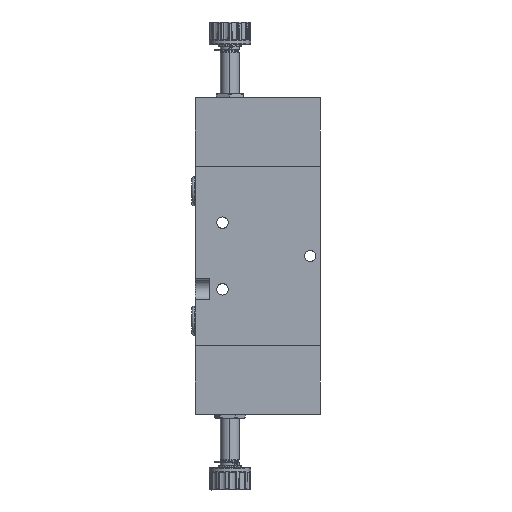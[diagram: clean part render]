
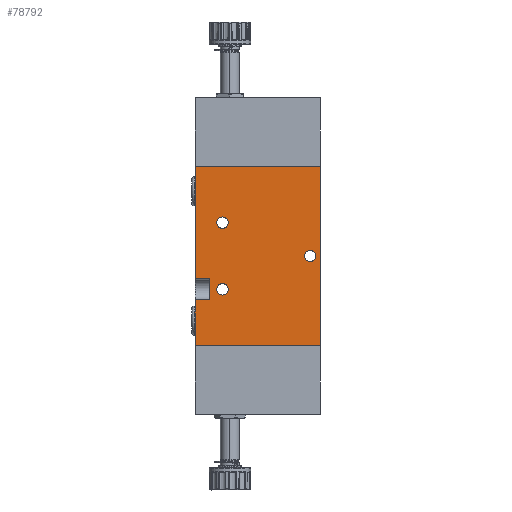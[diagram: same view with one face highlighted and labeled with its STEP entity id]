
A CAD part, left-side view. The second image highlights one B-rep face of the part: STEP entity #78792.
In plain terms, the highlighted planar face has unit normal (-1, 0, 0).
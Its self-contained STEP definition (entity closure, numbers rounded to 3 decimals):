
#258 = CARTESIAN_POINT ( 'NONE',  ( -20., -30., 32. ) ) ;
#581 = AXIS2_PLACEMENT_3D ( 'NONE', #81198, #61277, #20714 ) ;
#1199 = EDGE_LOOP ( 'NONE', ( #51909, #81862 ) ) ;
#1462 = DIRECTION ( 'NONE',  ( 0., 1., 0. ) ) ;
#1467 = VERTEX_POINT ( 'NONE', #3735 ) ;
#3721 = CARTESIAN_POINT ( 'NONE',  ( -20., 16.8, 27. ) ) ;
#3735 = CARTESIAN_POINT ( 'NONE',  ( -20., -25.2, 45.75 ) ) ;
#5460 = DIRECTION ( 'NONE',  ( 0., 0., -1. ) ) ;
#5742 = VERTEX_POINT ( 'NONE', #79435 ) ;
#6591 = VERTEX_POINT ( 'NONE', #40617 ) ;
#8748 = DIRECTION ( 'NONE',  ( 0., 0., 1. ) ) ;
#10602 = DIRECTION ( 'NONE',  ( 0., 0., -1. ) ) ;
#11468 = CIRCLE ( 'NONE', #42350, 2.75 ) ;
#13623 = ORIENTED_EDGE ( 'NONE', *, *, #83248, .T. ) ;
#13909 = AXIS2_PLACEMENT_3D ( 'NONE', #3721, #51354, #10602 ) ;
#15687 = CARTESIAN_POINT ( 'NONE',  ( -20., 23., 86. ) ) ;
#15907 = LINE ( 'NONE', #71920, #34071 ) ;
#16040 = VECTOR ( 'NONE', #21784, 1000. ) ;
#16836 = CIRCLE ( 'NONE', #13909, 2.75 ) ;
#17432 = VECTOR ( 'NONE', #42692, 1000. ) ;
#18208 = FACE_OUTER_BOUND ( 'NONE', #70737, .T. ) ;
#20714 = DIRECTION ( 'NONE',  ( 0., 0., -1. ) ) ;
#21784 = DIRECTION ( 'NONE',  ( 0., 0., -1. ) ) ;
#22368 = EDGE_CURVE ( 'NONE', #1467, #26555, #74013, .T. ) ;
#24866 = ORIENTED_EDGE ( 'NONE', *, *, #30444, .F. ) ;
#25467 = VECTOR ( 'NONE', #1462, 1000. ) ;
#26555 = VERTEX_POINT ( 'NONE', #41151 ) ;
#26595 = AXIS2_PLACEMENT_3D ( 'NONE', #37324, #37301, #37202 ) ;
#27273 = CARTESIAN_POINT ( 'NONE',  ( -20., 16.8, 61.75 ) ) ;
#27769 = ORIENTED_EDGE ( 'NONE', *, *, #48086, .F. ) ;
#28466 = ORIENTED_EDGE ( 'NONE', *, *, #67425, .F. ) ;
#28935 = FACE_BOUND ( 'NONE', #45481, .T. ) ;
#30444 = EDGE_CURVE ( 'NONE', #6591, #67938, #54164, .T. ) ;
#33141 = AXIS2_PLACEMENT_3D ( 'NONE', #87706, #87679, #87382 ) ;
#34071 = VECTOR ( 'NONE', #78939, 1000. ) ;
#34415 = VERTEX_POINT ( 'NONE', #41893 ) ;
#34673 = DIRECTION ( 'NONE',  ( -1., 0., 0. ) ) ;
#35524 = LINE ( 'NONE', #69478, #17432 ) ;
#35784 = CARTESIAN_POINT ( 'NONE',  ( -20., 30., 86. ) ) ;
#35947 = ORIENTED_EDGE ( 'NONE', *, *, #71989, .T. ) ;
#37202 = DIRECTION ( 'NONE',  ( 0., 0., -1. ) ) ;
#37301 = DIRECTION ( 'NONE',  ( 1., 0., 0. ) ) ;
#37324 = CARTESIAN_POINT ( 'NONE',  ( -20., -25.2, 43. ) ) ;
#37449 = VECTOR ( 'NONE', #63594, 1000. ) ;
#38338 = ORIENTED_EDGE ( 'NONE', *, *, #54703, .F. ) ;
#38528 = LINE ( 'NONE', #15687, #56446 ) ;
#38679 = CARTESIAN_POINT ( 'NONE',  ( -20., 16.8, 59. ) ) ;
#38730 = EDGE_CURVE ( 'NONE', #58069, #84182, #79262, .T. ) ;
#39839 = CARTESIAN_POINT ( 'NONE',  ( -20., 23., 32. ) ) ;
#40617 = CARTESIAN_POINT ( 'NONE',  ( -20., 30., 22. ) ) ;
#40926 = VERTEX_POINT ( 'NONE', #57343 ) ;
#40927 = CARTESIAN_POINT ( 'NONE',  ( -20., -30., 0. ) ) ;
#40998 = PLANE ( 'NONE',  #581 ) ;
#41151 = CARTESIAN_POINT ( 'NONE',  ( -20., -25.2, 40.25 ) ) ;
#41893 = CARTESIAN_POINT ( 'NONE',  ( -20., -30., 86. ) ) ;
#42350 = AXIS2_PLACEMENT_3D ( 'NONE', #86455, #46357, #5460 ) ;
#42692 = DIRECTION ( 'NONE',  ( 0., 1., 0. ) ) ;
#44018 = ORIENTED_EDGE ( 'NONE', *, *, #77248, .F. ) ;
#44357 = CARTESIAN_POINT ( 'NONE',  ( -20., 30., 86. ) ) ;
#45481 = EDGE_LOOP ( 'NONE', ( #65075, #28466 ) ) ;
#46174 = ORIENTED_EDGE ( 'NONE', *, *, #57985, .T. ) ;
#46357 = DIRECTION ( 'NONE',  ( 1., 0., 0. ) ) ;
#46714 = CARTESIAN_POINT ( 'NONE',  ( -20., -30., 22. ) ) ;
#47758 = DIRECTION ( 'NONE',  ( 0., -1., 0. ) ) ;
#48086 = EDGE_CURVE ( 'NONE', #86711, #5742, #63205, .T. ) ;
#48175 = LINE ( 'NONE', #44357, #59676 ) ;
#49897 = VERTEX_POINT ( 'NONE', #82067 ) ;
#51169 = DIRECTION ( 'NONE',  ( 0., 1., 0. ) ) ;
#51354 = DIRECTION ( 'NONE',  ( -1., 0., 0. ) ) ;
#51909 = ORIENTED_EDGE ( 'NONE', *, *, #70676, .T. ) ;
#51917 = EDGE_CURVE ( 'NONE', #5742, #86711, #52592, .T. ) ;
#52592 = CIRCLE ( 'NONE', #33141, 2.75 ) ;
#54164 = LINE ( 'NONE', #46714, #69938 ) ;
#54703 = EDGE_CURVE ( 'NONE', #67938, #58069, #38528, .T. ) ;
#55340 = LINE ( 'NONE', #56797, #37449 ) ;
#55651 = ORIENTED_EDGE ( 'NONE', *, *, #38730, .F. ) ;
#56446 = VECTOR ( 'NONE', #8748, 1000. ) ;
#56797 = CARTESIAN_POINT ( 'NONE',  ( -20., -30., 86. ) ) ;
#57343 = CARTESIAN_POINT ( 'NONE',  ( -20., 16.8, 24.25 ) ) ;
#57985 = EDGE_CURVE ( 'NONE', #63686, #84182, #15907, .T. ) ;
#58069 = VERTEX_POINT ( 'NONE', #39839 ) ;
#59676 = VECTOR ( 'NONE', #51169, 1000. ) ;
#61277 = DIRECTION ( 'NONE',  ( 1., 0., 0. ) ) ;
#62521 = CARTESIAN_POINT ( 'NONE',  ( -20., 16.8, 29.75 ) ) ;
#62999 = VERTEX_POINT ( 'NONE', #40927 ) ;
#63205 = CIRCLE ( 'NONE', #82942, 2.75 ) ;
#63594 = DIRECTION ( 'NONE',  ( 0., 0., 1. ) ) ;
#63686 = VERTEX_POINT ( 'NONE', #77887 ) ;
#64971 = EDGE_CURVE ( 'NONE', #40926, #69522, #16836, .T. ) ;
#65075 = ORIENTED_EDGE ( 'NONE', *, *, #64971, .F. ) ;
#66464 = CARTESIAN_POINT ( 'NONE',  ( -20., 23., 22. ) ) ;
#67425 = EDGE_CURVE ( 'NONE', #69522, #40926, #86687, .T. ) ;
#67938 = VERTEX_POINT ( 'NONE', #66464 ) ;
#67974 = LINE ( 'NONE', #35784, #16040 ) ;
#69156 = CARTESIAN_POINT ( 'NONE',  ( -20., 30., 32. ) ) ;
#69478 = CARTESIAN_POINT ( 'NONE',  ( -20., 30., 0. ) ) ;
#69522 = VERTEX_POINT ( 'NONE', #62521 ) ;
#69938 = VECTOR ( 'NONE', #47758, 1000. ) ;
#70010 = FACE_BOUND ( 'NONE', #1199, .T. ) ;
#70676 = EDGE_CURVE ( 'NONE', #26555, #1467, #11468, .T. ) ;
#70737 = EDGE_LOOP ( 'NONE', ( #38338, #24866, #35947, #44018, #13623, #74616, #46174, #55651 ) ) ;
#71920 = CARTESIAN_POINT ( 'NONE',  ( -20., 30., 86. ) ) ;
#71989 = EDGE_CURVE ( 'NONE', #6591, #49897, #67974, .T. ) ;
#72467 = AXIS2_PLACEMENT_3D ( 'NONE', #74990, #34673, #81712 ) ;
#74013 = CIRCLE ( 'NONE', #26595, 2.75 ) ;
#74232 = FACE_BOUND ( 'NONE', #77571, .T. ) ;
#74616 = ORIENTED_EDGE ( 'NONE', *, *, #85166, .T. ) ;
#74990 = CARTESIAN_POINT ( 'NONE',  ( -20., 16.8, 27. ) ) ;
#77248 = EDGE_CURVE ( 'NONE', #62999, #49897, #35524, .T. ) ;
#77571 = EDGE_LOOP ( 'NONE', ( #84621, #27769 ) ) ;
#77887 = CARTESIAN_POINT ( 'NONE',  ( -20., 30., 86. ) ) ;
#78155 = DIRECTION ( 'NONE',  ( -1., 0., 0. ) ) ;
#78792 = ADVANCED_FACE ( 'NONE', ( #70010, #18208, #74232, #28935 ), #40998, .F. ) ;
#78939 = DIRECTION ( 'NONE',  ( 0., 0., -1. ) ) ;
#79262 = LINE ( 'NONE', #258, #25467 ) ;
#79435 = CARTESIAN_POINT ( 'NONE',  ( -20., 16.8, 56.25 ) ) ;
#81198 = CARTESIAN_POINT ( 'NONE',  ( -20., -30., 86. ) ) ;
#81712 = DIRECTION ( 'NONE',  ( 0., 0., -1. ) ) ;
#81862 = ORIENTED_EDGE ( 'NONE', *, *, #22368, .T. ) ;
#82067 = CARTESIAN_POINT ( 'NONE',  ( -20., 30., 0. ) ) ;
#82942 = AXIS2_PLACEMENT_3D ( 'NONE', #38679, #78155, #83942 ) ;
#83248 = EDGE_CURVE ( 'NONE', #62999, #34415, #55340, .T. ) ;
#83942 = DIRECTION ( 'NONE',  ( 0., 0., -1. ) ) ;
#84182 = VERTEX_POINT ( 'NONE', #69156 ) ;
#84621 = ORIENTED_EDGE ( 'NONE', *, *, #51917, .F. ) ;
#85166 = EDGE_CURVE ( 'NONE', #34415, #63686, #48175, .T. ) ;
#86455 = CARTESIAN_POINT ( 'NONE',  ( -20., -25.2, 43. ) ) ;
#86687 = CIRCLE ( 'NONE', #72467, 2.75 ) ;
#86711 = VERTEX_POINT ( 'NONE', #27273 ) ;
#87382 = DIRECTION ( 'NONE',  ( 0., 0., -1. ) ) ;
#87679 = DIRECTION ( 'NONE',  ( -1., 0., 0. ) ) ;
#87706 = CARTESIAN_POINT ( 'NONE',  ( -20., 16.8, 59. ) ) ;
